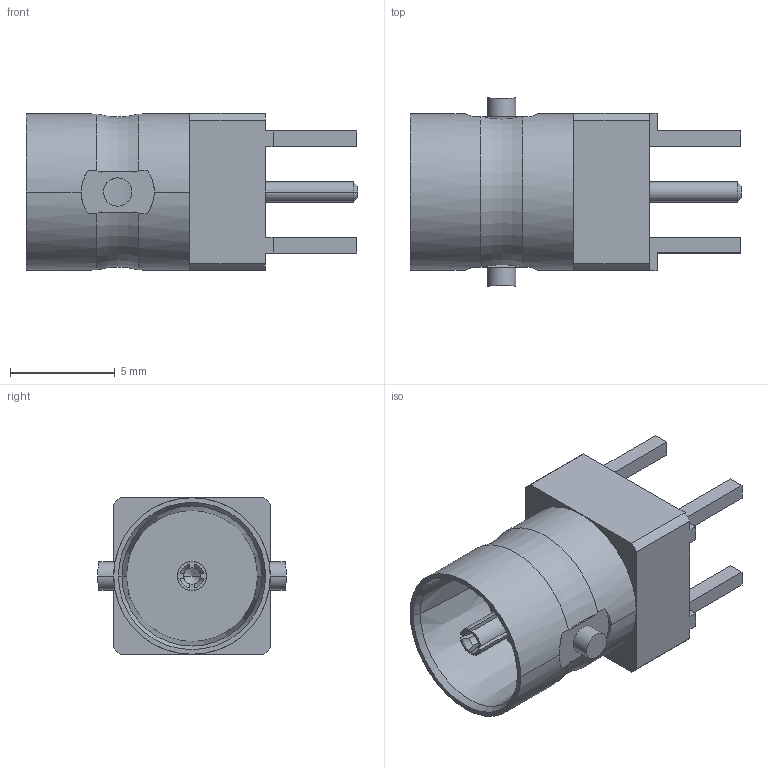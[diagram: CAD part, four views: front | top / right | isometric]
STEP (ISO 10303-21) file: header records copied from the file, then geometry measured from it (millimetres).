
FILE_DESCRIPTION((''),'2;1');
FILE_NAME('MNB6251A1-003-NT50G-7_SW0001','2018-04-03T',('Kaviyarasan'),(''),'CREO PARAMETRIC BY PTC INC, 2017020','CREO PARAMETRIC BY PTC INC, 2017020','');
FILE_SCHEMA(('CONFIG_CONTROL_DESIGN'));
Length unit declared in the file: inch
Products named in the file (1): MNB6251A1-003-NT50G-7_SW0001
Bounding box: 15.85 x 9.02 x 7.54 mm (x, y, z)
Volume: 415.4 mm3; surface area: 597.1 mm2
Topology: 1 solids, 1 shells, 93 faces, 252 edges, 165 vertices
Faces by surface type: plane 55, cylinder 24, cone 12, torus 2
Entity records: 3086 total; most frequent: CARTESIAN_POINT 698, ORIENTED_EDGE 500, DIRECTION 476, EDGE_CURVE 250, VERTEX_POINT 165, AXIS2_PLACEMENT_3D 161, VECTOR 154, LINE 154
